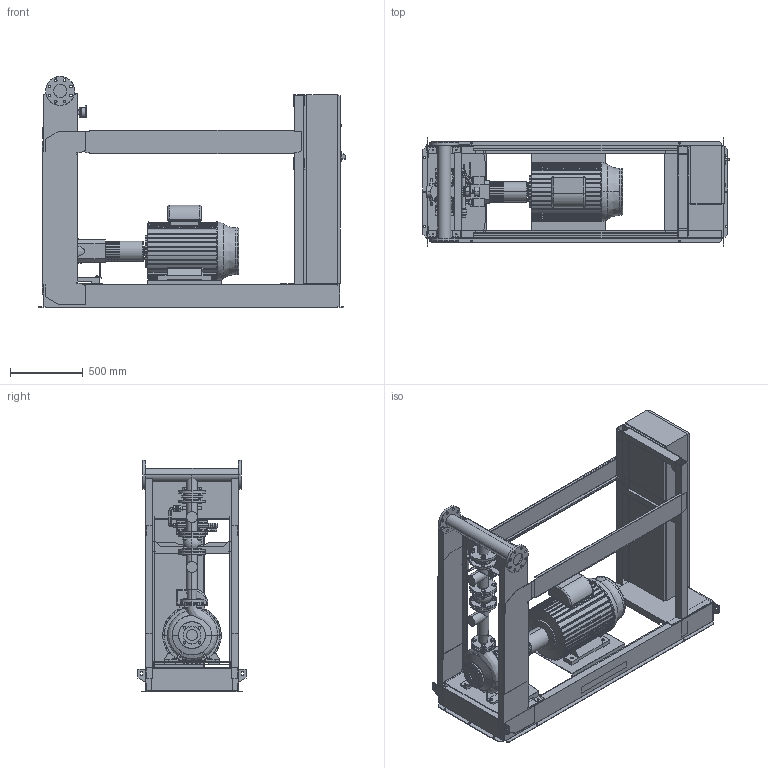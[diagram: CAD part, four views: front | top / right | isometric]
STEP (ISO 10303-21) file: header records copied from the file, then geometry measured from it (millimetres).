
FILE_DESCRIPTION((''),'2;1');
FILE_NAME('3d_Sifire-EN-50_250-257-30E-4183679.stp','2015-05-26T07:18:05',(''),(''),'Mechanical Desktop 2009','Mechanical Desktop 2009',', , ');
FILE_SCHEMA(('CONFIG_CONTROL_DESIGN'));
Length unit declared in the file: millimetre
Products named in the file (1): Product
Bounding box: 2105.5 x 744 x 1590 mm (x, y, z)
Volume: 265022719 mm3; surface area: 19401319.7 mm2
Topology: 96 solids, 96 shells, 2661 faces, 6532 edges, 4172 vertices
Faces by surface type: plane 1071, bspline 795, cylinder 507, cone 232, torus 48, sphere 8
Entity records: 86500 total; most frequent: CARTESIAN_POINT 27079, ORIENTED_EDGE 13052, DIRECTION 11122, EDGE_CURVE 6526, VERTEX_POINT 4171, VECTOR 3770, LINE 3770, AXIS2_PLACEMENT_3D 3676
